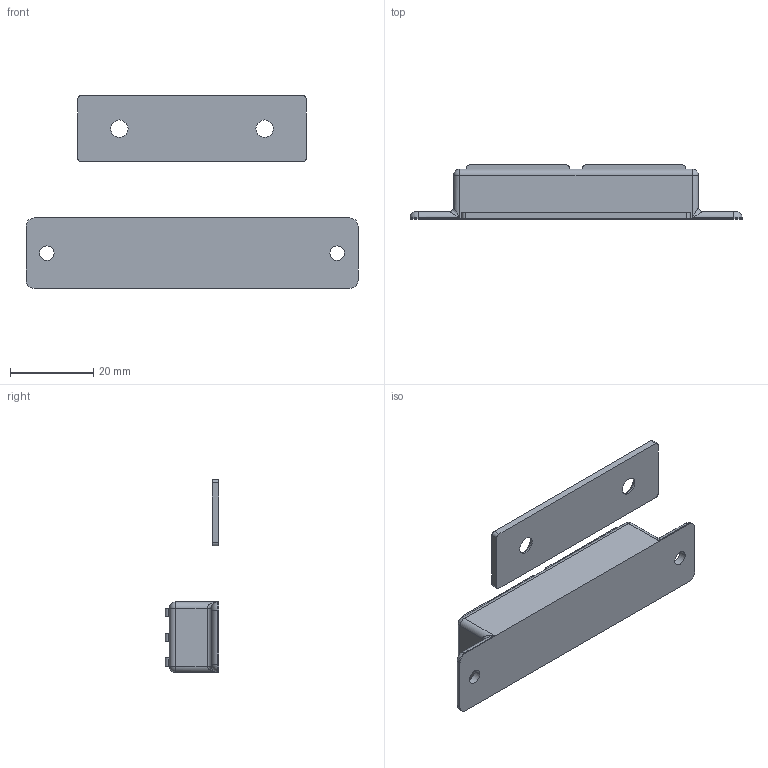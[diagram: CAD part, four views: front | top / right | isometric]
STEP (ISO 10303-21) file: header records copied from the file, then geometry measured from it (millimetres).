
FILE_DESCRIPTION (( 'STEP AP203' ), '1' );
FILE_NAME ('C-100-A-1.STEP', '2020-10-22T06:45:18', ( '' ), ( '' ), 'SwSTEP 2.0', 'SolidWorks 2018', '' );
FILE_SCHEMA (( 'CONFIG_CONTROL_DESIGN' ));
Length unit declared in the file: millimetre
Products named in the file (3): C-100-A-1_受け_; C-100-A-1; C-100-A-1_本体_
Assembly tree (2 placements, depth 2):
  C-100-A-1
    C-100-A-1_本体_
    C-100-A-1_受け_
Bounding box: 80 x 13 x 46.5 mm (x, y, z)
Volume: 14157.3 mm3; surface area: 6691.6 mm2
Topology: 2 solids, 2 shells, 106 faces, 264 edges, 156 vertices
Faces by surface type: plane 46, cylinder 44, torus 4, sphere 4, bspline 4, cone 4
Entity records: 3525 total; most frequent: CARTESIAN_POINT 711, DIRECTION 550, ORIENTED_EDGE 512, EDGE_CURVE 256, AXIS2_PLACEMENT_3D 195, VECTOR 160, LINE 160, VERTEX_POINT 156
